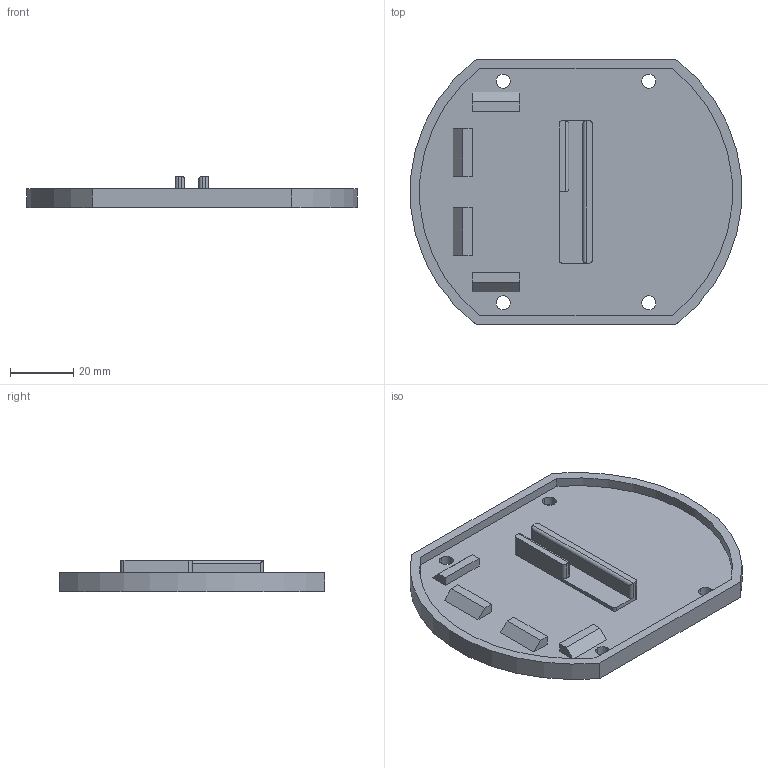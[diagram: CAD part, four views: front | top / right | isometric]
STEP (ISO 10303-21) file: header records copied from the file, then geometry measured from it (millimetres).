
FILE_DESCRIPTION (( 'STEP AP203' ), '1' );
FILE_NAME ('a3_dynamixel_m.STEP', '2015-02-27T23:02:34', ( '' ), ( '' ), 'SwSTEP 2.0', 'SolidWorks 2013', '' );
FILE_SCHEMA (( 'CONFIG_CONTROL_DESIGN' ));
Length unit declared in the file: millimetre
Products named in the file (1): a3_dynamixel_m
Bounding box: 104.63 x 84 x 9.85 mm (x, y, z)
Volume: 28393 mm3; surface area: 19661.5 mm2
Topology: 1 solids, 1 shells, 60 faces, 152 edges, 100 vertices
Faces by surface type: plane 37, cylinder 23
Entity records: 1895 total; most frequent: CARTESIAN_POINT 325, DIRECTION 308, ORIENTED_EDGE 304, EDGE_CURVE 152, VECTOR 110, LINE 110, VERTEX_POINT 100, AXIS2_PLACEMENT_3D 99
